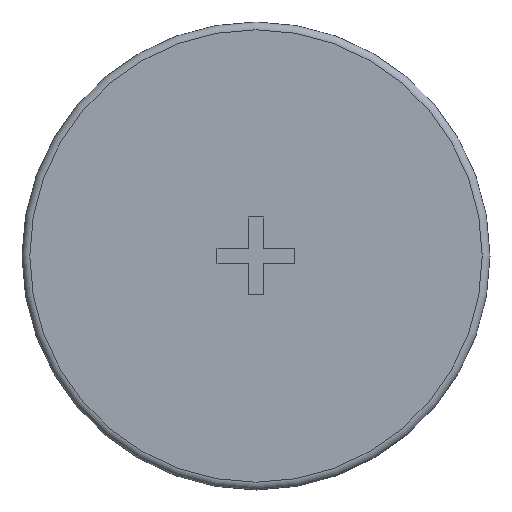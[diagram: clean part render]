
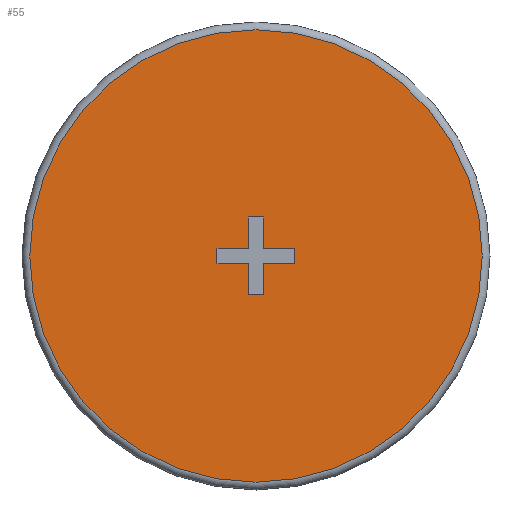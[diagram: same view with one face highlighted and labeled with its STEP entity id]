
A CAD part, front view. The second image highlights one B-rep face of the part: STEP entity #55.
In plain terms, the highlighted planar face has unit normal (0, -1, 0).
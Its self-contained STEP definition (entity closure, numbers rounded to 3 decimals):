
#55 = ADVANCED_FACE( '', ( #121, #122 ), #123, .F. );
#121 = FACE_BOUND( '', #198, .T. );
#122 = FACE_OUTER_BOUND( '', #199, .T. );
#123 = PLANE( '', #200 );
#198 = EDGE_LOOP( '', ( #285, #286, #287, #288, #289, #290, #291, #292, #293, #294, #295, #296 ) );
#199 = EDGE_LOOP( '', ( #297 ) );
#200 = AXIS2_PLACEMENT_3D( '', #298, #299, #300 );
#285 = ORIENTED_EDGE( '', *, *, #440, .T. );
#286 = ORIENTED_EDGE( '', *, *, #430, .F. );
#287 = ORIENTED_EDGE( '', *, *, #441, .T. );
#288 = ORIENTED_EDGE( '', *, *, #442, .T. );
#289 = ORIENTED_EDGE( '', *, *, #425, .T. );
#290 = ORIENTED_EDGE( '', *, *, #443, .T. );
#291 = ORIENTED_EDGE( '', *, *, #444, .T. );
#292 = ORIENTED_EDGE( '', *, *, #445, .T. );
#293 = ORIENTED_EDGE( '', *, *, #446, .T. );
#294 = ORIENTED_EDGE( '', *, *, #447, .T. );
#295 = ORIENTED_EDGE( '', *, *, #448, .T. );
#296 = ORIENTED_EDGE( '', *, *, #449, .T. );
#297 = ORIENTED_EDGE( '', *, *, #438, .T. );
#298 = CARTESIAN_POINT( '', ( 14.5, 0., 0. ) );
#299 = DIRECTION( '', ( 0., 1., 0. ) );
#300 = DIRECTION( '', ( 0., 0., 1. ) );
#425 = EDGE_CURVE( '', #491, #492, #493, .T. );
#430 = EDGE_CURVE( '', #500, #501, #502, .T. );
#438 = EDGE_CURVE( '', #514, #514, #515, .T. );
#440 = EDGE_CURVE( '', #517, #501, #518, .T. );
#441 = EDGE_CURVE( '', #500, #519, #520, .T. );
#442 = EDGE_CURVE( '', #519, #491, #521, .T. );
#443 = EDGE_CURVE( '', #492, #522, #523, .T. );
#444 = EDGE_CURVE( '', #522, #524, #525, .T. );
#445 = EDGE_CURVE( '', #524, #526, #527, .T. );
#446 = EDGE_CURVE( '', #526, #528, #529, .T. );
#447 = EDGE_CURVE( '', #528, #530, #531, .T. );
#448 = EDGE_CURVE( '', #530, #532, #533, .T. );
#449 = EDGE_CURVE( '', #532, #517, #534, .T. );
#491 = VERTEX_POINT( '', #586 );
#492 = VERTEX_POINT( '', #587 );
#493 = LINE( '', #588, #589 );
#500 = VERTEX_POINT( '', #599 );
#501 = VERTEX_POINT( '', #600 );
#502 = LINE( '', #601, #602 );
#514 = VERTEX_POINT( '', #617 );
#515 = CIRCLE( '', #618, 14.5 );
#517 = VERTEX_POINT( '', #620 );
#518 = LINE( '', #621, #622 );
#519 = VERTEX_POINT( '', #623 );
#520 = LINE( '', #624, #625 );
#521 = LINE( '', #626, #627 );
#522 = VERTEX_POINT( '', #628 );
#523 = LINE( '', #629, #630 );
#524 = VERTEX_POINT( '', #631 );
#525 = LINE( '', #632, #633 );
#526 = VERTEX_POINT( '', #634 );
#527 = LINE( '', #635, #636 );
#528 = VERTEX_POINT( '', #637 );
#529 = LINE( '', #638, #639 );
#530 = VERTEX_POINT( '', #640 );
#531 = LINE( '', #641, #642 );
#532 = VERTEX_POINT( '', #643 );
#533 = LINE( '', #644, #645 );
#534 = LINE( '', #646, #647 );
#586 = CARTESIAN_POINT( '', ( 0.5, 0., -2.5 ) );
#587 = CARTESIAN_POINT( '', ( -0.5, 0., -2.5 ) );
#588 = CARTESIAN_POINT( '', ( 0.5, 0., -2.5 ) );
#589 = VECTOR( '', #717, 1000. );
#599 = CARTESIAN_POINT( '', ( 2.5, 0., -0.5 ) );
#600 = CARTESIAN_POINT( '', ( 2.5, 0., 0.5 ) );
#601 = CARTESIAN_POINT( '', ( 2.5, 0., 0. ) );
#602 = VECTOR( '', #721, 1000. );
#617 = CARTESIAN_POINT( '', ( 0., 0., -14.5 ) );
#618 = AXIS2_PLACEMENT_3D( '', #731, #732, #733 );
#620 = CARTESIAN_POINT( '', ( 0.5, 0., 0.5 ) );
#621 = CARTESIAN_POINT( '', ( 0.5, 0., 0.5 ) );
#622 = VECTOR( '', #734, 1000. );
#623 = CARTESIAN_POINT( '', ( 0.5, 0., -0.5 ) );
#624 = CARTESIAN_POINT( '', ( 2.5, 0., -0.5 ) );
#625 = VECTOR( '', #735, 1000. );
#626 = CARTESIAN_POINT( '', ( 0.5, 0., -0.5 ) );
#627 = VECTOR( '', #736, 1000. );
#628 = CARTESIAN_POINT( '', ( -0.5, 0., -0.5 ) );
#629 = CARTESIAN_POINT( '', ( -0.5, 0., -2.5 ) );
#630 = VECTOR( '', #737, 1000. );
#631 = CARTESIAN_POINT( '', ( -2.5, 0., -0.5 ) );
#632 = CARTESIAN_POINT( '', ( -0.5, 0., -0.5 ) );
#633 = VECTOR( '', #738, 1000. );
#634 = CARTESIAN_POINT( '', ( -2.5, 0., 0.5 ) );
#635 = CARTESIAN_POINT( '', ( -2.5, 0., -0.5 ) );
#636 = VECTOR( '', #739, 1000. );
#637 = CARTESIAN_POINT( '', ( -0.5, 0., 0.5 ) );
#638 = CARTESIAN_POINT( '', ( -2.5, 0., 0.5 ) );
#639 = VECTOR( '', #740, 1000. );
#640 = CARTESIAN_POINT( '', ( -0.5, 0., 2.5 ) );
#641 = CARTESIAN_POINT( '', ( -0.5, 0., 0.5 ) );
#642 = VECTOR( '', #741, 1000. );
#643 = CARTESIAN_POINT( '', ( 0.5, 0., 2.5 ) );
#644 = CARTESIAN_POINT( '', ( -0.5, 0., 2.5 ) );
#645 = VECTOR( '', #742, 1000. );
#646 = CARTESIAN_POINT( '', ( 0.5, 0., 2.5 ) );
#647 = VECTOR( '', #743, 1000. );
#717 = DIRECTION( '', ( -1., 0., 0. ) );
#721 = DIRECTION( '', ( 0., 0., 1. ) );
#731 = CARTESIAN_POINT( '', ( 0., 0., 0. ) );
#732 = DIRECTION( '', ( 0., -1., 0. ) );
#733 = DIRECTION( '', ( 0., 0., -1. ) );
#734 = DIRECTION( '', ( 1., 0., 0. ) );
#735 = DIRECTION( '', ( -1., 0., 0. ) );
#736 = DIRECTION( '', ( 0., 0., -1. ) );
#737 = DIRECTION( '', ( 0., 0., 1. ) );
#738 = DIRECTION( '', ( -1., 0., 0. ) );
#739 = DIRECTION( '', ( 0., 0., 1. ) );
#740 = DIRECTION( '', ( 1., 0., 0. ) );
#741 = DIRECTION( '', ( 0., 0., 1. ) );
#742 = DIRECTION( '', ( 1., 0., 0. ) );
#743 = DIRECTION( '', ( 0., 0., -1. ) );
